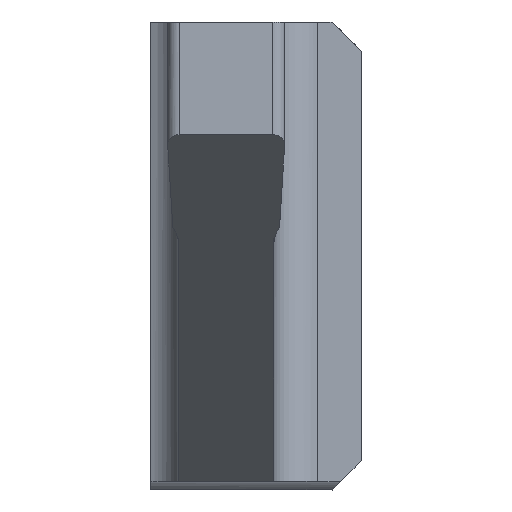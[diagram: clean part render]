
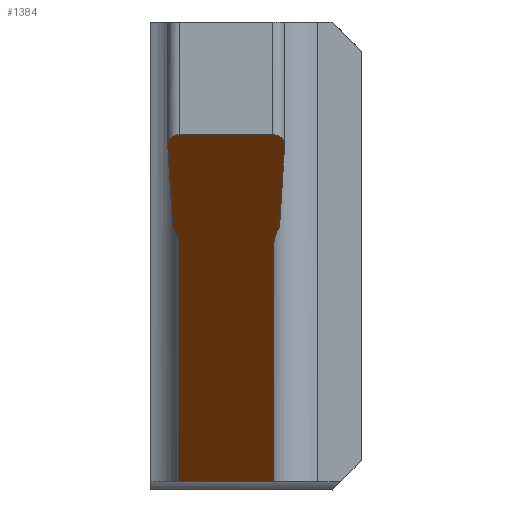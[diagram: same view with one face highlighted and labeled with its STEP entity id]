
A CAD part, front view. The second image highlights one B-rep face of the part: STEP entity #1384.
In plain terms, the highlighted planar face has unit normal (0, -0.643, -0.766).
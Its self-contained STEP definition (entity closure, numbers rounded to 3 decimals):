
#621=CARTESIAN_POINT('',(0.478,7.062,-7.85));
#622=VERTEX_POINT('',#621);
#633=CARTESIAN_POINT('',(0.478,7.062,-7.85));
#634=DIRECTION('',(1.,0.,0.));
#635=VECTOR('',#634,1.623);
#636=LINE('',#633,#635);
#637=CARTESIAN_POINT('',(2.102,7.062,-7.85));
#638=VERTEX_POINT('',#637);
#639=EDGE_CURVE('',#622,#638,#636,.T.);
#701=CARTESIAN_POINT('',(2.102,2.264,-3.824));
#702=VERTEX_POINT('',#701);
#713=CARTESIAN_POINT('',(2.102,7.062,-7.85));
#714=DIRECTION('',(0.,-0.766,0.643));
#715=VECTOR('',#714,6.263);
#716=LINE('',#713,#715);
#717=EDGE_CURVE('',#638,#702,#716,.T.);
#782=CARTESIAN_POINT('',(2.102,2.264,-3.824));
#783=CARTESIAN_POINT('',(2.102,2.132,-3.713));
#784=CARTESIAN_POINT('',(2.136,2.004,-3.606));
#785=CARTESIAN_POINT('',(2.202,1.89,-3.51));
#786=(BOUNDED_CURVE()B_SPLINE_CURVE(3,(#782,#783,#784,#785),.UNSPECIFIED.,.F.,.F.)B_SPLINE_CURVE_WITH_KNOTS((4,4),(0.,1.),.UNSPECIFIED.)CURVE()GEOMETRIC_REPRESENTATION_ITEM()RATIONAL_B_SPLINE_CURVE((1.,0.977,0.977,1.))REPRESENTATION_ITEM(''));
#787=CARTESIAN_POINT('',(2.202,1.89,-3.51));
#788=VERTEX_POINT('',#787);
#789=EDGE_CURVE('',#702,#788,#786,.T.);
#883=CARTESIAN_POINT('',(2.29,0.21,-2.101));
#884=VERTEX_POINT('',#883);
#895=CARTESIAN_POINT('',(2.202,1.89,-3.51));
#896=DIRECTION('',(0.04,-0.765,0.642));
#897=VECTOR('',#896,2.194);
#898=LINE('',#895,#897);
#899=EDGE_CURVE('',#788,#884,#898,.T.);
#956=CARTESIAN_POINT('',(2.09,0.,-1.924));
#957=VERTEX_POINT('',#956);
#968=CARTESIAN_POINT('',(2.29,0.21,-2.101));
#969=CARTESIAN_POINT('',(2.296,0.089,-1.998));
#970=CARTESIAN_POINT('',(2.212,0.,-1.924));
#971=CARTESIAN_POINT('',(2.09,0.,-1.924));
#972=(BOUNDED_CURVE()B_SPLINE_CURVE(3,(#968,#969,#970,#971),.UNSPECIFIED.,.F.,.F.)B_SPLINE_CURVE_WITH_KNOTS((4,4),(0.,1.),.UNSPECIFIED.)CURVE()GEOMETRIC_REPRESENTATION_ITEM()RATIONAL_B_SPLINE_CURVE((1.,0.792,0.792,1.))REPRESENTATION_ITEM(''));
#973=EDGE_CURVE('',#884,#957,#972,.T.);
#1019=CARTESIAN_POINT('',(0.49,0.,-1.924));
#1020=VERTEX_POINT('',#1019);
#1031=CARTESIAN_POINT('',(2.09,0.,-1.924));
#1032=DIRECTION('',(-1.,0.,0.));
#1033=VECTOR('',#1032,1.6);
#1034=LINE('',#1031,#1033);
#1035=EDGE_CURVE('',#957,#1020,#1034,.T.);
#1101=CARTESIAN_POINT('',(0.29,0.21,-2.101));
#1102=VERTEX_POINT('',#1101);
#1113=CARTESIAN_POINT('',(0.49,0.,-1.924));
#1114=CARTESIAN_POINT('',(0.368,0.,-1.924));
#1115=CARTESIAN_POINT('',(0.284,0.089,-1.998));
#1116=CARTESIAN_POINT('',(0.29,0.21,-2.101));
#1117=(BOUNDED_CURVE()B_SPLINE_CURVE(3,(#1113,#1114,#1115,#1116),.UNSPECIFIED.,.F.,.F.)B_SPLINE_CURVE_WITH_KNOTS((4,4),(0.,1.),.UNSPECIFIED.)CURVE()GEOMETRIC_REPRESENTATION_ITEM()RATIONAL_B_SPLINE_CURVE((1.,0.792,0.792,1.))REPRESENTATION_ITEM('')
);
#1118=EDGE_CURVE('',#1020,#1102,#1117,.T.);
#1173=CARTESIAN_POINT('',(0.378,1.89,-3.51));
#1174=VERTEX_POINT('',#1173);
#1185=CARTESIAN_POINT('',(0.29,0.21,-2.101));
#1186=DIRECTION('',(0.04,0.765,-0.642));
#1187=VECTOR('',#1186,2.194);
#1188=LINE('',#1185,#1187);
#1189=EDGE_CURVE('',#1102,#1174,#1188,.T.);
#1215=CARTESIAN_POINT('',(0.378,1.89,-3.51));
#1216=CARTESIAN_POINT('',(0.444,2.004,-3.606));
#1217=CARTESIAN_POINT('',(0.478,2.132,-3.713));
#1218=CARTESIAN_POINT('',(0.478,2.264,-3.824));
#1219=(BOUNDED_CURVE()B_SPLINE_CURVE(3,(#1215,#1216,#1217,#1218),.UNSPECIFIED.,.F.,.F.)B_SPLINE_CURVE_WITH_KNOTS((4,4),(0.,1.),.UNSPECIFIED.)CURVE()GEOMETRIC_REPRESENTATION_ITEM()RATIONAL_B_SPLINE_CURVE((1.,0.977,0.977,1.))REPRESENTATION_ITEM('')
);
#1220=CARTESIAN_POINT('',(0.478,2.264,-3.824));
#1221=VERTEX_POINT('',#1220);
#1222=EDGE_CURVE('',#1174,#1221,#1219,.T.);
#1282=CARTESIAN_POINT('',(0.745,3.217,-4.624));
#1283=DIRECTION('',(0.,0.643,0.766));
#1284=DIRECTION('',(0.,-0.492,0.413));
#1285=AXIS2_PLACEMENT_3D('',#1282,#1283,#1284);
#1286=PLANE('',#1285);
#1287=ORIENTED_EDGE('Edge 169',*,*,#639,.T.);
#1296=CARTESIAN_POINT('',(0.478,2.264,-3.824));
#1297=DIRECTION('',(0.,0.766,-0.643));
#1298=VECTOR('',#1297,6.263);
#1299=LINE('',#1296,#1298);
#1300=EDGE_CURVE('',#1221,#622,#1299,.T.);
#1301=ORIENTED_EDGE('Edge 1219',*,*,#1300,.T.);
#1310=ORIENTED_EDGE('Edge 179',*,*,#1222,.T.);
#1319=ORIENTED_EDGE('Edge 184',*,*,#1189,.T.);
#1328=ORIENTED_EDGE('Edge 189',*,*,#1118,.T.);
#1337=ORIENTED_EDGE('Edge 194',*,*,#1035,.T.);
#1346=ORIENTED_EDGE('Edge 199',*,*,#973,.T.);
#1355=ORIENTED_EDGE('Edge 204',*,*,#899,.T.);
#1364=ORIENTED_EDGE('Edge 209',*,*,#789,.T.);
#1373=ORIENTED_EDGE('Edge 1361',*,*,#717,.T.);
#1382=EDGE_LOOP('',(#1373,#1364,#1355,#1346,#1337,#1328,#1319,#1310,#1301,#1287));
#1383=FACE_OUTER_BOUND('Loop 215',#1382,.T.);
#1384=ADVANCED_FACE('Face 216',(#1383),#1286,.F.);
